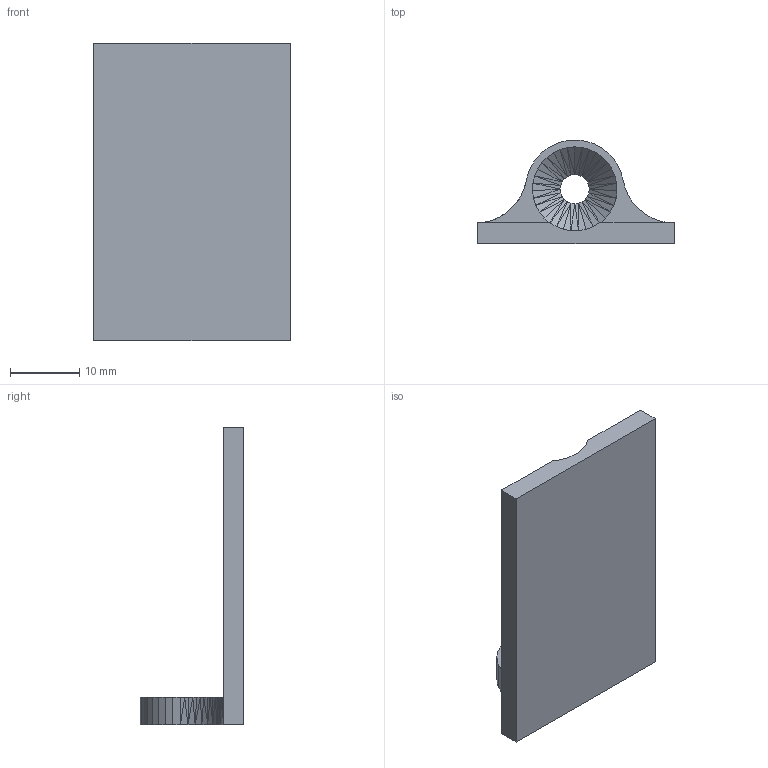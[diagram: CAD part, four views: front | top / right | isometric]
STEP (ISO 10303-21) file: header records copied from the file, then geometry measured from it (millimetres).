
FILE_DESCRIPTION(/* description */ (''),/* implementation_level */ '2;1');
FILE_NAME(/* name */ 'mounting_bracket.step',/* time_stamp */ '2021-11-16T10:22:15-05:00',/* author */ (''),/* organization */ (''),/* preprocessor_version */ 'ST-DEVELOPER v18.1',/* originating_system */ 'Autodesk Translation Framework v10.10.0.1391',/* authorisation */ '');
FILE_SCHEMA (('AUTOMOTIVE_DESIGN { 1 0 10303 214 3 1 1 }'));
Length unit declared in the file: millimetre
Products named in the file (1): mounting_bracket
Bounding box: 28.38 x 14.98 x 43 mm (x, y, z)
Volume: 3886.8 mm3; surface area: 3291 mm2
Topology: 1 solids, 1 shells, 126 faces, 290 edges, 165 vertices
Faces by surface type: plane 126
Entity records: 3411 total; most frequent: CARTESIAN_POINT 582, ORIENTED_EDGE 580, DIRECTION 544, LINE 290, VECTOR 290, EDGE_CURVE 290, VERTEX_POINT 165, EDGE_LOOP 127
